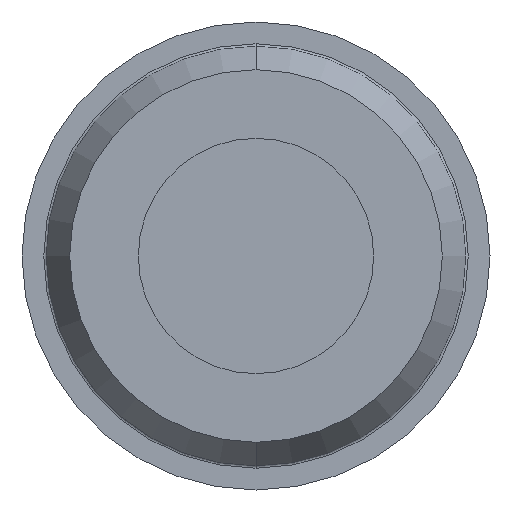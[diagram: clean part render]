
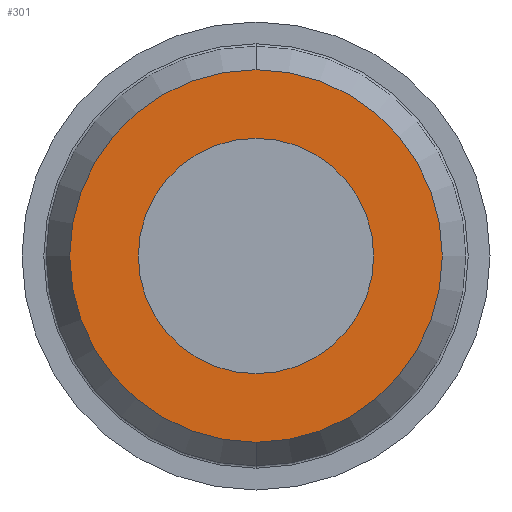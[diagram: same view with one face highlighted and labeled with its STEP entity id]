
A CAD part, front view. The second image highlights one B-rep face of the part: STEP entity #301.
In plain terms, the highlighted planar face has unit normal (0, -1, 0).
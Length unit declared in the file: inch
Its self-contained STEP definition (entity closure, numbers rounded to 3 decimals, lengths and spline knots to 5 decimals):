
#17 = AXIS2_PLACEMENT_3D ( 'NONE', #274, #584, #325 ) ;
#23 = AXIS2_PLACEMENT_3D ( 'NONE', #561, #289, #596 ) ;
#28 = ORIENTED_EDGE ( 'NONE', *, *, #62, .T. ) ;
#33 = CARTESIAN_POINT ( 'NONE',  ( 0., -0.7, -1.126 ) ) ;
#62 = EDGE_CURVE ( 'NONE', #358, #575, #571, .T. ) ;
#68 = ORIENTED_EDGE ( 'NONE', *, *, #153, .F. ) ;
#76 = CARTESIAN_POINT ( 'NONE',  ( 0., -0.7, 0. ) ) ;
#86 = DIRECTION ( 'NONE',  ( 0., 1., 0. ) ) ;
#95 = EDGE_CURVE ( 'NONE', #366, #432, #443, .T. ) ;
#109 = CIRCLE ( 'NONE', #272, 1.99019 ) ;
#120 = ORIENTED_EDGE ( 'NONE', *, *, #146, .T. ) ;
#132 = DIRECTION ( 'NONE',  ( 0., 0., 1. ) ) ;
#146 = EDGE_CURVE ( 'NONE', #575, #358, #243, .T. ) ;
#148 = DIRECTION ( 'NONE',  ( 0., -1., 0. ) ) ;
#153 = EDGE_CURVE ( 'NONE', #432, #366, #109, .T. ) ;
#215 = CARTESIAN_POINT ( 'NONE',  ( 0., -0.7, 1.126 ) ) ;
#243 = CIRCLE ( 'NONE', #23, 1.126 ) ;
#272 = AXIS2_PLACEMENT_3D ( 'NONE', #384, #86, #428 ) ;
#274 = CARTESIAN_POINT ( 'NONE',  ( 0., -0.7, 0. ) ) ;
#284 = AXIS2_PLACEMENT_3D ( 'NONE', #76, #416, #132 ) ;
#288 = CARTESIAN_POINT ( 'NONE',  ( 1.096, -0.7, 0. ) ) ;
#289 = DIRECTION ( 'NONE',  ( 0., 1., 0. ) ) ;
#301 = ADVANCED_FACE ( 'NONE', ( #510, #613 ), #530, .T. ) ;
#325 = DIRECTION ( 'NONE',  ( 0., 0., -1. ) ) ;
#341 = DIRECTION ( 'NONE',  ( 0., 0., -1. ) ) ;
#358 = VERTEX_POINT ( 'NONE', #33 ) ;
#366 = VERTEX_POINT ( 'NONE', #397 ) ;
#372 = AXIS2_PLACEMENT_3D ( 'NONE', #288, #148, #341 ) ;
#384 = CARTESIAN_POINT ( 'NONE',  ( 0., -0.7, 0. ) ) ;
#391 = CARTESIAN_POINT ( 'NONE',  ( 0., -0.7, -1.99019 ) ) ;
#397 = CARTESIAN_POINT ( 'NONE',  ( 0., -0.7, 1.99019 ) ) ;
#416 = DIRECTION ( 'NONE',  ( 0., 1., 0. ) ) ;
#428 = DIRECTION ( 'NONE',  ( 0., 0., 1. ) ) ;
#432 = VERTEX_POINT ( 'NONE', #391 ) ;
#443 = CIRCLE ( 'NONE', #284, 1.99019 ) ;
#447 = ORIENTED_EDGE ( 'NONE', *, *, #95, .F. ) ;
#510 = FACE_BOUND ( 'NONE', #588, .T. ) ;
#530 = PLANE ( 'NONE',  #372 ) ;
#561 = CARTESIAN_POINT ( 'NONE',  ( 0., -0.7, 0. ) ) ;
#571 = CIRCLE ( 'NONE', #17, 1.126 ) ;
#575 = VERTEX_POINT ( 'NONE', #215 ) ;
#581 = EDGE_LOOP ( 'NONE', ( #447, #68 ) ) ;
#584 = DIRECTION ( 'NONE',  ( 0., 1., 0. ) ) ;
#588 = EDGE_LOOP ( 'NONE', ( #28, #120 ) ) ;
#596 = DIRECTION ( 'NONE',  ( 0., 0., -1. ) ) ;
#613 = FACE_OUTER_BOUND ( 'NONE', #581, .T. ) ;
